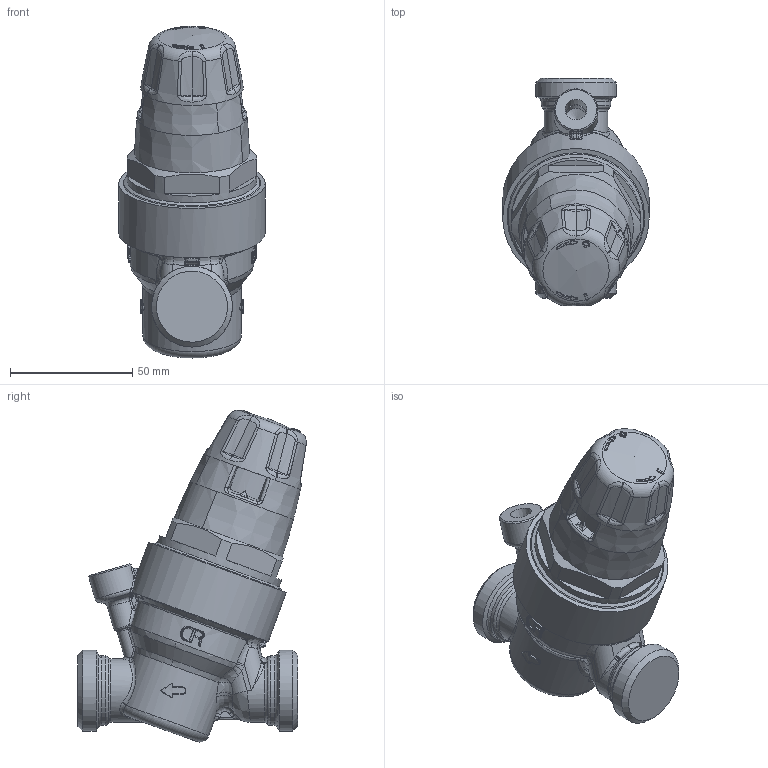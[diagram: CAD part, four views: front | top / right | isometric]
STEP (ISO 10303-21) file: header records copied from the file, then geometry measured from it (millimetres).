
FILE_DESCRIPTION(/* description */ ('CATIA V5 STEP Exchange'),/* implementation_level */ '2;1');
FILE_NAME(/* name */ '535850HA.stp',/* time_stamp */ '2025-08-19T10:19:46-05:00',/* author */ ('ischreiner'),/* organization */ ('none'),/* preprocessor_version */ 'ST-DEVELOPER v20',/* originating_system */ 'Autodesk Inventor 2025',/* authorisation */ 'none');
FILE_SCHEMA (('AUTOMOTIVE_DESIGN { 1 0 10303 214 3 1 1 }'));
Products named in the file (1): 535850HA
Bounding box: 59.99 x 93.45 x 135.88 mm (x, y, z)
Volume: 267215.1 mm3; surface area: 30028.5 mm2
Topology: 1 solids, 1 shells, 740 faces, 1865 edges, 1115 vertices
Faces by surface type: bspline 330, cylinder 154, plane 121, torus 70, sphere 39, cone 26
Full cylindrical faces by diameter (mm): 7.95 x1, 18 x1, 26 x1, 28.5 x2, 33.1 x2, 53 x1, 60 x1
Entity records: 50680 total; most frequent: CARTESIAN_POINT 34185, ORIENTED_EDGE 3674, DIRECTION 2915, EDGE_CURVE 1837, AXIS2_PLACEMENT_3D 1290, VERTEX_POINT 1115, EDGE_LOOP 756, FACE_OUTER_BOUND 740
